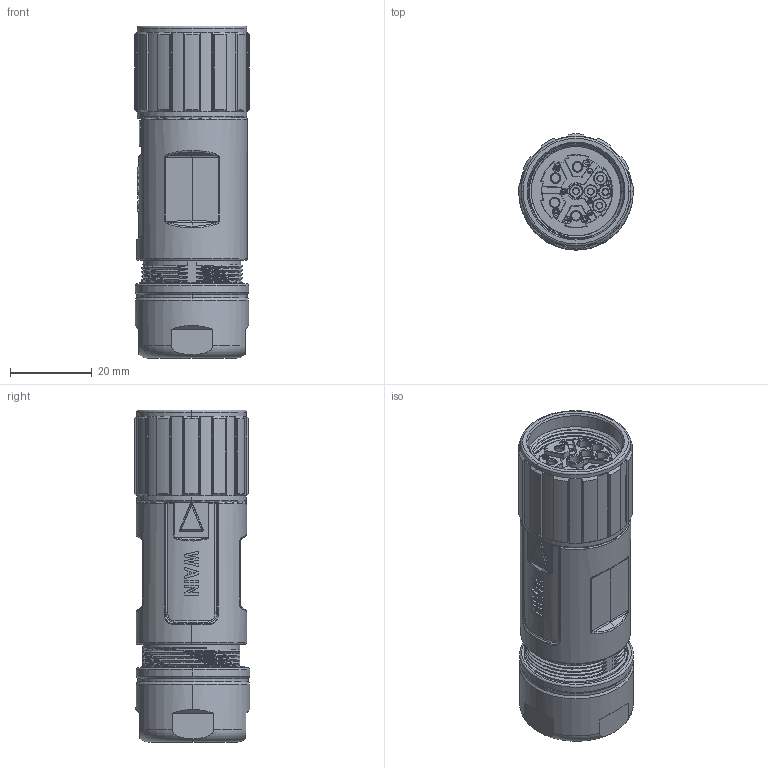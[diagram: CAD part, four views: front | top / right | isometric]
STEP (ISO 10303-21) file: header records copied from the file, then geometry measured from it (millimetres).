
FILE_DESCRIPTION(/* description */ (''),/* implementation_level */ '2;1');
FILE_NAME(/* name */ '1660094202001_01-M23-FC04_5-TH-D12-SH_成品_stp_stp.stp',/* time_stamp */ '2024-01-10T10:08:40+08:00',/* author */ (''),/* organization */ (''),/* preprocessor_version */ 'ST-DEVELOPER v18.1',/* originating_system */ 'SIEMENS PLM Software NX 1980',/* authorisation */ '');
FILE_SCHEMA (('AUTOMOTIVE_DESIGN { 1 0 10303 214 3 1 1 1 }'));
Length unit declared in the file: millimetre
Products named in the file (1): 1660094202001_01-M23-FC04_5-TH-D12-SH_成品_st
p_stp
Bounding box: 28 x 28.27 x 81.1 mm (x, y, z)
Volume: 42611.1 mm3; surface area: 10834.5 mm2
Topology: 2 solids, 12 shells, 950 faces, 2387 edges, 1527 vertices
Faces by surface type: cylinder 358, plane 303, torus 124, cone 90, bspline 61, sphere 14
Full cylindrical faces by diameter (mm): 25.337 x1
Entity records: 42144 total; most frequent: CARTESIAN_POINT 20883, ORIENTED_EDGE 4676, DIRECTION 3967, EDGE_CURVE 2338, AXIS2_PLACEMENT_3D 1573, VERTEX_POINT 1504, EDGE_LOOP 1054, ADVANCED_FACE 950
